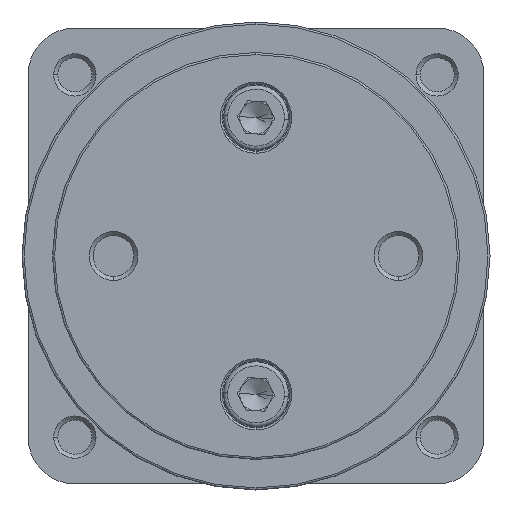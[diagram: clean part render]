
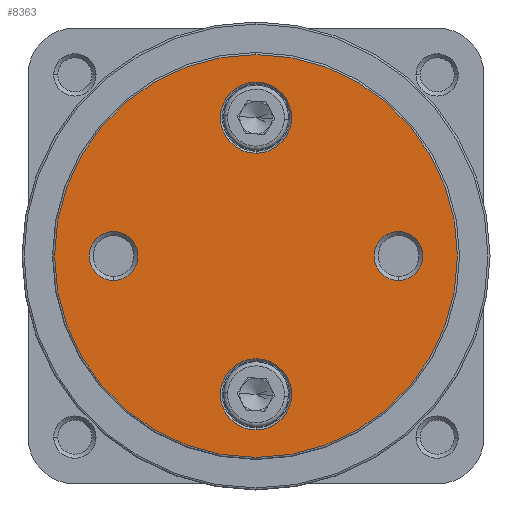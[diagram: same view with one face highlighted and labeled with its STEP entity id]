
A CAD part, left-side view. The second image highlights one B-rep face of the part: STEP entity #8363.
In plain terms, the highlighted planar face has unit normal (-1, 0, 0).
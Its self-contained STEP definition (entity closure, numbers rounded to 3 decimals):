
#483 = EDGE_CURVE ( 'NONE', #7043, #7182, #6224, .T. ) ;
#498 = EDGE_CURVE ( 'NONE', #7031, #7026, #6244, .T. ) ;
#507 = EDGE_CURVE ( 'NONE', #7195, #7135, #6254, .T. ) ;
#509 = EDGE_CURVE ( 'NONE', #7224, #7047, #6257, .T. ) ;
#533 = EDGE_CURVE ( 'NONE', #7157, #7133, #6295, .T. ) ;
#562 = EDGE_CURVE ( 'NONE', #7135, #7195, #6333, .T. ) ;
#563 = EDGE_CURVE ( 'NONE', #7182, #7043, #6335, .T. ) ;
#567 = EDGE_CURVE ( 'NONE', #7133, #7157, #6340, .T. ) ;
#633 = EDGE_CURVE ( 'NONE', #7026, #7031, #6432, .T. ) ;
#635 = EDGE_CURVE ( 'NONE', #7047, #7224, #6435, .T. ) ;
#1661 = CARTESIAN_POINT ( 'NONE',  ( 0., 0., 49.5 ) ) ;
#1663 = CARTESIAN_POINT ( 'NONE',  ( 0., 0., -49.5 ) ) ;
#1678 = CARTESIAN_POINT ( 'NONE',  ( 0., 35., 6. ) ) ;
#1682 = CARTESIAN_POINT ( 'NONE',  ( 0., 0., -42.75 ) ) ;
#1768 = CARTESIAN_POINT ( 'NONE',  ( 0., -35., -6. ) ) ;
#1770 = CARTESIAN_POINT ( 'NONE',  ( 0., 0., 25.25 ) ) ;
#1792 = CARTESIAN_POINT ( 'NONE',  ( 0., -35., 6. ) ) ;
#1817 = CARTESIAN_POINT ( 'NONE',  ( 0., 35., -6. ) ) ;
#1830 = CARTESIAN_POINT ( 'NONE',  ( 0., 0., 42.75 ) ) ;
#1859 = CARTESIAN_POINT ( 'NONE',  ( 0., 0., -25.25 ) ) ;
#2995 = FACE_BOUND ( 'NONE', #5794, .T. ) ;
#2997 = FACE_OUTER_BOUND ( 'NONE', #5780, .T. ) ;
#3001 = FACE_BOUND ( 'NONE', #5800, .T. ) ;
#3003 = FACE_BOUND ( 'NONE', #5777, .T. ) ;
#3005 = FACE_BOUND ( 'NONE', #5793, .T. ) ;
#3599 = CARTESIAN_POINT ( 'NONE',  ( 0., 0., 0. ) ) ;
#3605 = PLANE ( 'NONE',  #5260 ) ;
#3607 = DIRECTION ( 'NONE',  ( 1., 0., 0. ) ) ;
#3608 = DIRECTION ( 'NONE',  ( 0., 0., -1. ) ) ;
#4832 = AXIS2_PLACEMENT_3D ( 'NONE', #7421, #7422, #7423 ) ;
#4844 = AXIS2_PLACEMENT_3D ( 'NONE', #7463, #7464, #7465 ) ;
#4848 = AXIS2_PLACEMENT_3D ( 'NONE', #7487, #7488, #7489 ) ;
#4852 = AXIS2_PLACEMENT_3D ( 'NONE', #7493, #7494, #7495 ) ;
#4864 = AXIS2_PLACEMENT_3D ( 'NONE', #7550, #7552, #7553 ) ;
#4879 = AXIS2_PLACEMENT_3D ( 'NONE', #7626, #7628, #7629 ) ;
#4881 = AXIS2_PLACEMENT_3D ( 'NONE', #7611, #7631, #7632 ) ;
#4885 = AXIS2_PLACEMENT_3D ( 'NONE', #7630, #7642, #7643 ) ;
#4928 = AXIS2_PLACEMENT_3D ( 'NONE', #7811, #7818, #7819 ) ;
#4930 = AXIS2_PLACEMENT_3D ( 'NONE', #7814, #7822, #7823 ) ;
#5260 = AXIS2_PLACEMENT_3D ( 'NONE', #3599, #3607, #3608 ) ;
#5621 = ORIENTED_EDGE ( 'NONE', *, *, #563, .T. ) ;
#5622 = ORIENTED_EDGE ( 'NONE', *, *, #483, .T. ) ;
#5623 = ORIENTED_EDGE ( 'NONE', *, *, #567, .T. ) ;
#5624 = ORIENTED_EDGE ( 'NONE', *, *, #533, .T. ) ;
#5625 = ORIENTED_EDGE ( 'NONE', *, *, #562, .T. ) ;
#5626 = ORIENTED_EDGE ( 'NONE', *, *, #507, .T. ) ;
#5627 = ORIENTED_EDGE ( 'NONE', *, *, #635, .T. ) ;
#5628 = ORIENTED_EDGE ( 'NONE', *, *, #509, .T. ) ;
#5629 = ORIENTED_EDGE ( 'NONE', *, *, #498, .T. ) ;
#5630 = ORIENTED_EDGE ( 'NONE', *, *, #633, .T. ) ;
#5777 = EDGE_LOOP ( 'NONE', ( #5626, #5625 ) ) ;
#5780 = EDGE_LOOP ( 'NONE', ( #5630, #5629 ) ) ;
#5793 = EDGE_LOOP ( 'NONE', ( #5624, #5623 ) ) ;
#5794 = EDGE_LOOP ( 'NONE', ( #5622, #5621 ) ) ;
#5800 = EDGE_LOOP ( 'NONE', ( #5628, #5627 ) ) ;
#6224 = CIRCLE ( 'NONE', #4832, 6. ) ;
#6244 = CIRCLE ( 'NONE', #4844, 49.5 ) ;
#6254 = CIRCLE ( 'NONE', #4848, 8.75 ) ;
#6257 = CIRCLE ( 'NONE', #4852, 8.75 ) ;
#6295 = CIRCLE ( 'NONE', #4864, 6. ) ;
#6333 = CIRCLE ( 'NONE', #4879, 8.75 ) ;
#6335 = CIRCLE ( 'NONE', #4881, 6. ) ;
#6340 = CIRCLE ( 'NONE', #4885, 6. ) ;
#6432 = CIRCLE ( 'NONE', #4928, 49.5 ) ;
#6435 = CIRCLE ( 'NONE', #4930, 8.75 ) ;
#7026 = VERTEX_POINT ( 'NONE', #1663 ) ;
#7031 = VERTEX_POINT ( 'NONE', #1661 ) ;
#7043 = VERTEX_POINT ( 'NONE', #1678 ) ;
#7047 = VERTEX_POINT ( 'NONE', #1682 ) ;
#7133 = VERTEX_POINT ( 'NONE', #1768 ) ;
#7135 = VERTEX_POINT ( 'NONE', #1770 ) ;
#7157 = VERTEX_POINT ( 'NONE', #1792 ) ;
#7182 = VERTEX_POINT ( 'NONE', #1817 ) ;
#7195 = VERTEX_POINT ( 'NONE', #1830 ) ;
#7224 = VERTEX_POINT ( 'NONE', #1859 ) ;
#7421 = CARTESIAN_POINT ( 'NONE',  ( 0., 35., 0. ) ) ;
#7422 = DIRECTION ( 'NONE',  ( 1., 0., 0. ) ) ;
#7423 = DIRECTION ( 'NONE',  ( 0., 0., -1. ) ) ;
#7463 = CARTESIAN_POINT ( 'NONE',  ( 0., 0., 0. ) ) ;
#7464 = DIRECTION ( 'NONE',  ( -1., 0., 0. ) ) ;
#7465 = DIRECTION ( 'NONE',  ( 0., 0., -1. ) ) ;
#7487 = CARTESIAN_POINT ( 'NONE',  ( 0., 0., 34. ) ) ;
#7488 = DIRECTION ( 'NONE',  ( 1., 0., 0. ) ) ;
#7489 = DIRECTION ( 'NONE',  ( 0., 0., -1. ) ) ;
#7493 = CARTESIAN_POINT ( 'NONE',  ( 0., 0., -34. ) ) ;
#7494 = DIRECTION ( 'NONE',  ( 1., 0., 0. ) ) ;
#7495 = DIRECTION ( 'NONE',  ( 0., 0., -1. ) ) ;
#7550 = CARTESIAN_POINT ( 'NONE',  ( 0., -35., 0. ) ) ;
#7552 = DIRECTION ( 'NONE',  ( 1., 0., 0. ) ) ;
#7553 = DIRECTION ( 'NONE',  ( 0., 0., -1. ) ) ;
#7611 = CARTESIAN_POINT ( 'NONE',  ( 0., 35., 0. ) ) ;
#7626 = CARTESIAN_POINT ( 'NONE',  ( 0., 0., 34. ) ) ;
#7628 = DIRECTION ( 'NONE',  ( 1., 0., 0. ) ) ;
#7629 = DIRECTION ( 'NONE',  ( 0., 0., -1. ) ) ;
#7630 = CARTESIAN_POINT ( 'NONE',  ( 0., -35., 0. ) ) ;
#7631 = DIRECTION ( 'NONE',  ( 1., 0., 0. ) ) ;
#7632 = DIRECTION ( 'NONE',  ( 0., 0., -1. ) ) ;
#7642 = DIRECTION ( 'NONE',  ( 1., 0., 0. ) ) ;
#7643 = DIRECTION ( 'NONE',  ( 0., 0., -1. ) ) ;
#7811 = CARTESIAN_POINT ( 'NONE',  ( 0., 0., 0. ) ) ;
#7814 = CARTESIAN_POINT ( 'NONE',  ( 0., 0., -34. ) ) ;
#7818 = DIRECTION ( 'NONE',  ( -1., 0., 0. ) ) ;
#7819 = DIRECTION ( 'NONE',  ( 0., 0., -1. ) ) ;
#7822 = DIRECTION ( 'NONE',  ( 1., 0., 0. ) ) ;
#7823 = DIRECTION ( 'NONE',  ( 0., 0., -1. ) ) ;
#8363 = ADVANCED_FACE ( 'NONE', ( #2997, #3001, #3003, #3005, #2995 ), #3605, .F. ) ;
